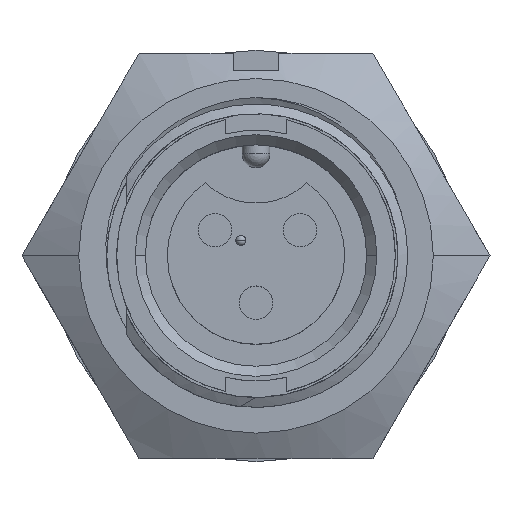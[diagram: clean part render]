
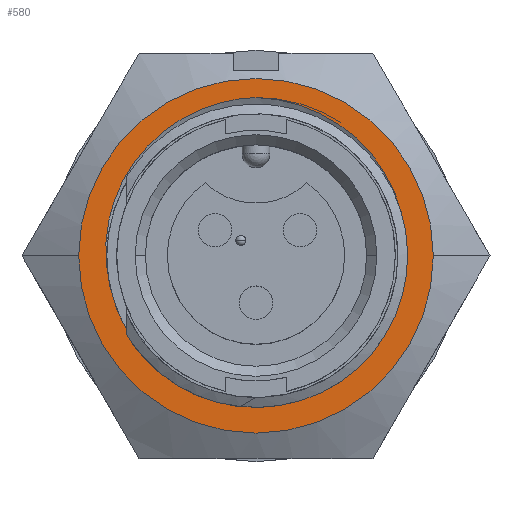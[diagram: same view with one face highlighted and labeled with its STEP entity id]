
A CAD part, top view. The second image highlights one B-rep face of the part: STEP entity #580.
In plain terms, the highlighted planar face has unit normal (0, 0, 1).
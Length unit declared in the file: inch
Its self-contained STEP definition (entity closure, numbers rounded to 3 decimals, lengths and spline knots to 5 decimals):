
#257 = EDGE_CURVE ( 'NONE', #1089, #1107, #16486, .T. ) ;
#299 = EDGE_CURVE ( 'NONE', #1132, #1100, #418, .T. ) ;
#347 = EDGE_CURVE ( 'NONE', #1100, #1132, #506, .T. ) ;
#418 = CIRCLE ( 'NONE', #3701, 0.35 ) ;
#506 = CIRCLE ( 'NONE', #16506, 0.35 ) ;
#511 = CIRCLE ( 'NONE', #16559, 0.2945 ) ;
#571 = EDGE_CURVE ( 'NONE', #1119, #1107, #511, .T. ) ;
#580 = ADVANCED_FACE ( 'NONE', ( #16581, #16566 ), #14585, .F. ) ;
#761 = EDGE_LOOP ( 'NONE', ( #969, #956, #964 ) ) ;
#880 = EDGE_LOOP ( 'NONE', ( #957, #951 ) ) ;
#951 = ORIENTED_EDGE ( 'NONE', *, *, #347, .F. ) ;
#956 = ORIENTED_EDGE ( 'NONE', *, *, #257, .T. ) ;
#957 = ORIENTED_EDGE ( 'NONE', *, *, #299, .F. ) ;
#964 = ORIENTED_EDGE ( 'NONE', *, *, #571, .F. ) ;
#969 = ORIENTED_EDGE ( 'NONE', *, *, #4849, .T. ) ;
#1089 = VERTEX_POINT ( 'NONE', #15065 ) ;
#1100 = VERTEX_POINT ( 'NONE', #15076 ) ;
#1107 = VERTEX_POINT ( 'NONE', #15083 ) ;
#1119 = VERTEX_POINT ( 'NONE', #15095 ) ;
#1132 = VERTEX_POINT ( 'NONE', #15108 ) ;
#3101 = CARTESIAN_POINT ( 'NONE',  ( 0., 0.3125, -0.32 ) ) ;
#3102 = CARTESIAN_POINT ( 'NONE',  ( 0.01126, 0.31215, -0.32 ) ) ;
#3103 = CARTESIAN_POINT ( 'NONE',  ( 0.02246, 0.31119, -0.32 ) ) ;
#3104 = CARTESIAN_POINT ( 'NONE',  ( 0.04473, 0.30804, -0.32 ) ) ;
#3105 = CARTESIAN_POINT ( 'NONE',  ( 0.0558, 0.30585, -0.32 ) ) ;
#3106 = CARTESIAN_POINT ( 'NONE',  ( 0.08828, 0.29757, -0.32 ) ) ;
#3107 = CARTESIAN_POINT ( 'NONE',  ( 0.1092, 0.28976, -0.32 ) ) ;
#3108 = CARTESIAN_POINT ( 'NONE',  ( 0.14943, 0.26947, -0.32 ) ) ;
#3109 = CARTESIAN_POINT ( 'NONE',  ( 0.16807, 0.25734, -0.32 ) ) ;
#3111 = CARTESIAN_POINT ( 'NONE',  ( 0.20255, 0.22923, -0.32 ) ) ;
#3113 = CARTESIAN_POINT ( 'NONE',  ( 0.21849, 0.2131, -0.32 ) ) ;
#3114 = CARTESIAN_POINT ( 'NONE',  ( 0.24626, 0.1778, -0.32 ) ) ;
#3115 = CARTESIAN_POINT ( 'NONE',  ( 0.25816, 0.15857, -0.32 ) ) ;
#3116 = CARTESIAN_POINT ( 'NONE',  ( 0.27742, 0.11786, -0.32 ) ) ;
#3117 = CARTESIAN_POINT ( 'NONE',  ( 0.28463, 0.09675, -0.32 ) ) ;
#3118 = CARTESIAN_POINT ( 'NONE',  ( 0.2943, 0.05334, -0.32 ) ) ;
#3119 = CARTESIAN_POINT ( 'NONE',  ( 0.29673, 0.03074, -0.32 ) ) ;
#3121 = CARTESIAN_POINT ( 'NONE',  ( 0.29654, -0.01383, -0.32 ) ) ;
#3122 = CARTESIAN_POINT ( 'NONE',  ( 0.29395, -0.03594, -0.32 ) ) ;
#3123 = CARTESIAN_POINT ( 'NONE',  ( 0.28876, -0.05788, -0.32 ) ) ;
#3701 = AXIS2_PLACEMENT_3D ( 'NONE', #4988, #4989, #4990 ) ;
#4199 = B_SPLINE_CURVE_WITH_KNOTS ( 'NONE', 3,
 ( #17883, #17884, #17885, #17886, #17887, #17888, #17889, #17890, #17891, #17892, #17893, #17894, #17895, #17896, #17897, #17898, #17899, #17900, #17901, #17902 ),
 .UNSPECIFIED., .F., .F.,
 ( 4, 2, 2, 2, 2, 2, 2, 2, 2, 4 ),
 ( 0., 0.00086, 0.00171, 0.00343, 0.00514, 0.00685, 0.00856, 0.01028, 0.01199, 0.0137 ),
 .UNSPECIFIED. ) ;
#4849 = EDGE_CURVE ( 'NONE', #1119, #1089, #4199, .T. ) ;
#4988 = CARTESIAN_POINT ( 'NONE',  ( 0., 0., -0.32 ) ) ;
#4989 = DIRECTION ( 'NONE',  ( 0., 0., -1. ) ) ;
#4990 = DIRECTION ( 'NONE',  ( -1., 0., 0. ) ) ;
#5726 = CARTESIAN_POINT ( 'NONE',  ( 0., 0., -0.32 ) ) ;
#5727 = DIRECTION ( 'NONE',  ( 0., 0., -1. ) ) ;
#5728 = DIRECTION ( 'NONE',  ( -1., 0., 0. ) ) ;
#13844 = CARTESIAN_POINT ( 'NONE',  ( 0., 0., -0.32 ) ) ;
#13845 = DIRECTION ( 'NONE',  ( 0., 0., 1. ) ) ;
#13846 = DIRECTION ( 'NONE',  ( 1., 0., 0. ) ) ;
#14585 = PLANE ( 'NONE',  #16568 ) ;
#14586 = CARTESIAN_POINT ( 'NONE',  ( -0.23094, -0.4, -0.32 ) ) ;
#14587 = DIRECTION ( 'NONE',  ( 0., 0., -1. ) ) ;
#14588 = DIRECTION ( 'NONE',  ( -1., 0., 0. ) ) ;
#15065 = CARTESIAN_POINT ( 'NONE',  ( 0., 0.3125, -0.32 ) ) ;
#15076 = CARTESIAN_POINT ( 'NONE',  ( 0.35, 0., -0.32 ) ) ;
#15083 = CARTESIAN_POINT ( 'NONE',  ( 0.28876, -0.05788, -0.32 ) ) ;
#15095 = CARTESIAN_POINT ( 'NONE',  ( -0.28876, -0.05788, -0.32 ) ) ;
#15108 = CARTESIAN_POINT ( 'NONE',  ( -0.35, 0., -0.32 ) ) ;
#16486 = B_SPLINE_CURVE_WITH_KNOTS ( 'NONE', 3,
 ( #3101, #3102, #3103, #3104, #3105, #3106, #3107, #3108, #3109, #3111, #3113, #3114, #3115, #3116, #3117, #3118, #3119, #3121, #3122, #3123 ),
 .UNSPECIFIED., .F., .F.,
 ( 4, 2, 2, 2, 2, 2, 2, 2, 2, 4 ),
 ( 0., 0.00086, 0.00171, 0.00343, 0.00514, 0.00685, 0.00856, 0.01028, 0.01199, 0.0137 ),
 .UNSPECIFIED. ) ;
#16506 = AXIS2_PLACEMENT_3D ( 'NONE', #5726, #5727, #5728 ) ;
#16559 = AXIS2_PLACEMENT_3D ( 'NONE', #13844, #13845, #13846 ) ;
#16566 = FACE_OUTER_BOUND ( 'NONE', #880, .T. ) ;
#16568 = AXIS2_PLACEMENT_3D ( 'NONE', #14586, #14587, #14588 ) ;
#16581 = FACE_BOUND ( 'NONE', #761, .T. ) ;
#17883 = CARTESIAN_POINT ( 'NONE',  ( -0.28876, -0.05788, -0.32 ) ) ;
#17884 = CARTESIAN_POINT ( 'NONE',  ( -0.29136, -0.04691, -0.32 ) ) ;
#17885 = CARTESIAN_POINT ( 'NONE',  ( -0.29331, -0.03584, -0.32 ) ) ;
#17886 = CARTESIAN_POINT ( 'NONE',  ( -0.29594, -0.01351, -0.32 ) ) ;
#17887 = CARTESIAN_POINT ( 'NONE',  ( -0.2966, -0.00224, -0.32 ) ) ;
#17888 = CARTESIAN_POINT ( 'NONE',  ( -0.2967, 0.03127, -0.32 ) ) ;
#17889 = CARTESIAN_POINT ( 'NONE',  ( -0.2943, 0.05346, -0.32 ) ) ;
#17890 = CARTESIAN_POINT ( 'NONE',  ( -0.28445, 0.09743, -0.32 ) ) ;
#17891 = CARTESIAN_POINT ( 'NONE',  ( -0.27717, 0.11846, -0.32 ) ) ;
#17892 = CARTESIAN_POINT ( 'NONE',  ( -0.25809, 0.15867, -0.32 ) ) ;
#17893 = CARTESIAN_POINT ( 'NONE',  ( -0.24611, 0.178, -0.32 ) ) ;
#17894 = CARTESIAN_POINT ( 'NONE',  ( -0.21858, 0.21298, -0.32 ) ) ;
#17895 = CARTESIAN_POINT ( 'NONE',  ( -0.20298, 0.22885, -0.32 ) ) ;
#17896 = CARTESIAN_POINT ( 'NONE',  ( -0.16811, 0.25734, -0.32 ) ) ;
#17897 = CARTESIAN_POINT ( 'NONE',  ( -0.14941, 0.26946, -0.32 ) ) ;
#17898 = CARTESIAN_POINT ( 'NONE',  ( -0.10971, 0.28953, -0.32 ) ) ;
#17899 = CARTESIAN_POINT ( 'NONE',  ( -0.0885, 0.29751, -0.32 ) ) ;
#17900 = CARTESIAN_POINT ( 'NONE',  ( -0.04496, 0.30862, -0.32 ) ) ;
#17901 = CARTESIAN_POINT ( 'NONE',  ( -0.02252, 0.3118, -0.32 ) ) ;
#17902 = CARTESIAN_POINT ( 'NONE',  ( 0., 0.3125, -0.32 ) ) ;
